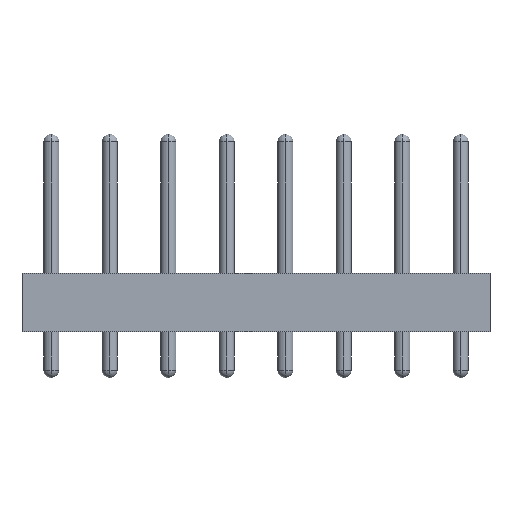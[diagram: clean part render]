
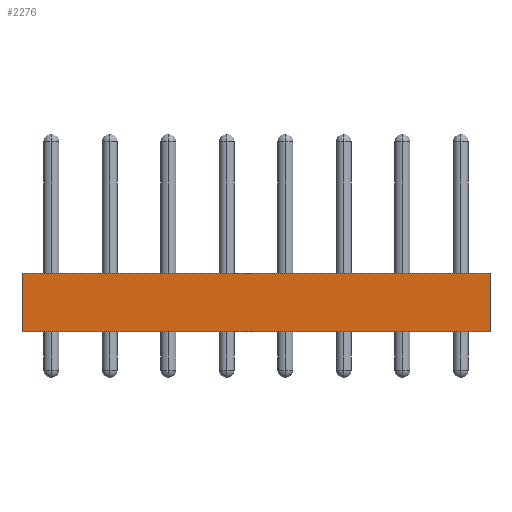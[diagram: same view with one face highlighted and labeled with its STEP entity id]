
A CAD part, front view. The second image highlights one B-rep face of the part: STEP entity #2276.
In plain terms, the highlighted planar face has unit normal (0, -1, 0).
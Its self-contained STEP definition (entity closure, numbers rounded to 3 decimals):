
#2153 = CARTESIAN_POINT ( 'NONE',  ( 19.05, -1.205, 0. ) ) ;
#2154 = VERTEX_POINT ( 'NONE', #2153 ) ;
#2171 = CARTESIAN_POINT ( 'NONE',  ( 19.05, -1.205, 2.54 ) ) ;
#2172 = VERTEX_POINT ( 'NONE', #2171 ) ;
#2179 = CARTESIAN_POINT ( 'NONE',  ( 19.05, -1.205, 2.54 ) ) ;
#2180 = DIRECTION ( 'NONE',  ( 0., 0., -1. ) ) ;
#2181 = VECTOR ( 'NONE', #2180, 1000. ) ;
#2182 = LINE ( 'NONE', #2179, #2181 ) ;
#2183 = EDGE_CURVE ( 'NONE', #2172, #2154, #2182, .T. ) ;
#2224 = CARTESIAN_POINT ( 'NONE',  ( -1.27, -1.205, 0. ) ) ;
#2225 = VERTEX_POINT ( 'NONE', #2224 ) ;
#2232 = CARTESIAN_POINT ( 'NONE',  ( -1.27, -1.205, 2.54 ) ) ;
#2233 = VERTEX_POINT ( 'NONE', #2232 ) ;
#2234 = CARTESIAN_POINT ( 'NONE',  ( -1.27, -1.205, 2.54 ) ) ;
#2235 = DIRECTION ( 'NONE',  ( 0., 0., -1. ) ) ;
#2236 = VECTOR ( 'NONE', #2235, 1000. ) ;
#2237 = LINE ( 'NONE', #2234, #2236 ) ;
#2238 = EDGE_CURVE ( 'NONE', #2233, #2225, #2237, .T. ) ;
#2255 = CARTESIAN_POINT ( 'NONE',  ( -1.27, -1.205, 0. ) ) ;
#2256 = DIRECTION ( 'NONE',  ( 1., 0., 0. ) ) ;
#2257 = VECTOR ( 'NONE', #2256, 1000. ) ;
#2258 = LINE ( 'NONE', #2255, #2257 ) ;
#2259 = EDGE_CURVE ( 'NONE', #2225, #2154, #2258, .T. ) ;
#2260 = ORIENTED_EDGE ( 'NONE', *, *, #2259, .T. ) ;
#2261 = ORIENTED_EDGE ( 'NONE', *, *, #2183, .F. ) ;
#2262 = CARTESIAN_POINT ( 'NONE',  ( -1.27, -1.205, 2.54 ) ) ;
#2263 = DIRECTION ( 'NONE',  ( 1., 0., 0. ) ) ;
#2264 = VECTOR ( 'NONE', #2263, 1000. ) ;
#2265 = LINE ( 'NONE', #2262, #2264 ) ;
#2266 = EDGE_CURVE ( 'NONE', #2233, #2172, #2265, .T. ) ;
#2267 = ORIENTED_EDGE ( 'NONE', *, *, #2266, .F. ) ;
#2268 = ORIENTED_EDGE ( 'NONE', *, *, #2238, .T. ) ;
#2269 = EDGE_LOOP ( 'NONE', ( #2260, #2261, #2267, #2268 ) ) ;
#2270 = FACE_OUTER_BOUND ( 'NONE', #2269, .T. ) ;
#2271 = CARTESIAN_POINT ( 'NONE',  ( -1.27, -1.205, 2.54 ) ) ;
#2272 = DIRECTION ( 'NONE',  ( 0., 1., 0. ) ) ;
#2273 = DIRECTION ( 'NONE',  ( -1., 0., 0. ) ) ;
#2274 = AXIS2_PLACEMENT_3D ( 'NONE', #2271, #2272, #2273 ) ;
#2275 = PLANE ( 'NONE', #2274 ) ;
#2276 = ADVANCED_FACE ( 'NONE', ( #2270 ), #2275, .F. ) ;
